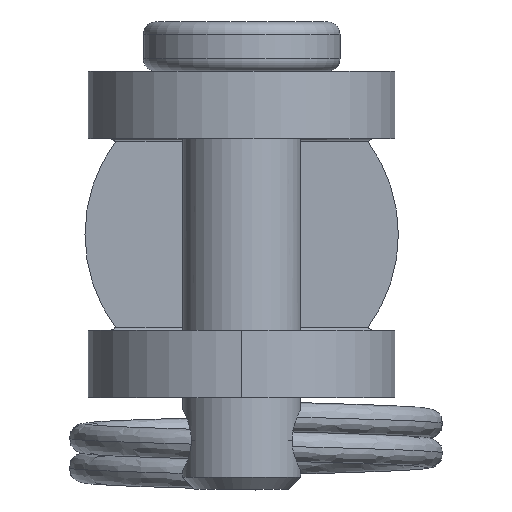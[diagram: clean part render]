
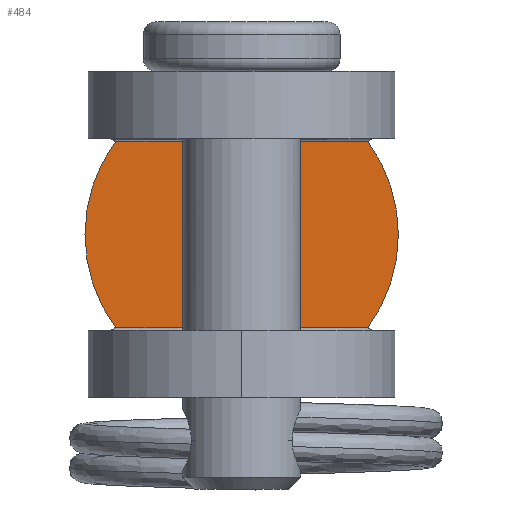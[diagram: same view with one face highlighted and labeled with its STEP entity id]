
A CAD part, left-side view. The second image highlights one B-rep face of the part: STEP entity #484.
In plain terms, the highlighted planar face has unit normal (-1, 0, 0).
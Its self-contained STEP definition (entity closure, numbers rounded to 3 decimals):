
#260 = CARTESIAN_POINT ( 'NONE',  ( -4.258, 5.15, 10.392 ) ) ;
#372 = ORIENTED_EDGE ( 'NONE', *, *, #1332, .T. ) ;
#383 = VECTOR ( 'NONE', #1971, 1000. ) ;
#420 = CARTESIAN_POINT ( 'NONE',  ( -4.258, 5.153, 2.85 ) ) ;
#484 = ADVANCED_FACE ( 'NONE', ( #3486 ), #7895, .T. ) ;
#860 = ORIENTED_EDGE ( 'NONE', *, *, #7454, .T. ) ;
#1135 = DIRECTION ( 'NONE',  ( 0., 1., 0. ) ) ;
#1294 = VERTEX_POINT ( 'NONE', #4466 ) ;
#1332 = EDGE_CURVE ( 'NONE', #2215, #2393, #2118, .T. ) ;
#1734 = DIRECTION ( 'NONE',  ( 0., 0.08, 0.997 ) ) ;
#1785 = CARTESIAN_POINT ( 'NONE',  ( -4.258, -5.15, 2.892 ) ) ;
#1872 = ORIENTED_EDGE ( 'NONE', *, *, #3366, .T. ) ;
#1962 = EDGE_CURVE ( 'NONE', #2393, #1294, #3407, .T. ) ;
#1971 = DIRECTION ( 'NONE',  ( 0., 1., 0. ) ) ;
#2118 = LINE ( 'NONE', #2811, #4674 ) ;
#2215 = VERTEX_POINT ( 'NONE', #7065 ) ;
#2289 = VECTOR ( 'NONE', #3048, 1000. ) ;
#2393 = VERTEX_POINT ( 'NONE', #260 ) ;
#2568 = DIRECTION ( 'NONE',  ( 0., 0., 1. ) ) ;
#2686 = EDGE_CURVE ( 'NONE', #8969, #7345, #6903, .T. ) ;
#2811 = CARTESIAN_POINT ( 'NONE',  ( -4.258, 5.15, 10.392 ) ) ;
#3048 = DIRECTION ( 'NONE',  ( 0., -0.08, 0.997 ) ) ;
#3335 = CARTESIAN_POINT ( 'NONE',  ( -4.258, 0., 6.642 ) ) ;
#3345 = DIRECTION ( 'NONE',  ( 0., 0.08, -0.997 ) ) ;
#3366 = EDGE_CURVE ( 'NONE', #1294, #9668, #8742, .T. ) ;
#3394 = CARTESIAN_POINT ( 'NONE',  ( -4.258, 0., 2.85 ) ) ;
#3407 = CIRCLE ( 'NONE', #5002, 6.371 ) ;
#3486 = FACE_OUTER_BOUND ( 'NONE', #7190, .T. ) ;
#3501 = CARTESIAN_POINT ( 'NONE',  ( -4.258, -5.15, 10.392 ) ) ;
#3662 = CIRCLE ( 'NONE', #4954, 6.371 ) ;
#3666 = CARTESIAN_POINT ( 'NONE',  ( -4.258, -5.153, 2.85 ) ) ;
#3837 = ORIENTED_EDGE ( 'NONE', *, *, #2686, .T. ) ;
#3961 = EDGE_CURVE ( 'NONE', #7345, #2215, #6577, .T. ) ;
#3983 = LINE ( 'NONE', #1785, #4235 ) ;
#4235 = VECTOR ( 'NONE', #1734, 1000. ) ;
#4466 = CARTESIAN_POINT ( 'NONE',  ( -4.258, 5.15, 2.892 ) ) ;
#4674 = VECTOR ( 'NONE', #6675, 1000. ) ;
#4954 = AXIS2_PLACEMENT_3D ( 'NONE', #9434, #6573, #2568 ) ;
#4994 = AXIS2_PLACEMENT_3D ( 'NONE', #5690, #6497, #8734 ) ;
#5002 = AXIS2_PLACEMENT_3D ( 'NONE', #3335, #8132, #7988 ) ;
#5028 = ORIENTED_EDGE ( 'NONE', *, *, #8182, .F. ) ;
#5112 = CARTESIAN_POINT ( 'NONE',  ( -4.258, 0., 10.433 ) ) ;
#5690 = CARTESIAN_POINT ( 'NONE',  ( -4.258, 0., 6.642 ) ) ;
#5847 = ORIENTED_EDGE ( 'NONE', *, *, #1962, .T. ) ;
#5859 = EDGE_CURVE ( 'NONE', #6786, #8133, #3983, .T. ) ;
#6355 = CARTESIAN_POINT ( 'NONE',  ( -4.258, 5.15, 2.892 ) ) ;
#6497 = DIRECTION ( 'NONE',  ( -1., 0., 0. ) ) ;
#6573 = DIRECTION ( 'NONE',  ( -1., 0., 0. ) ) ;
#6577 = LINE ( 'NONE', #5112, #383 ) ;
#6675 = DIRECTION ( 'NONE',  ( 0., -0.08, -0.997 ) ) ;
#6786 = VERTEX_POINT ( 'NONE', #3666 ) ;
#6903 = LINE ( 'NONE', #7499, #2289 ) ;
#7065 = CARTESIAN_POINT ( 'NONE',  ( -4.258, 5.153, 10.433 ) ) ;
#7190 = EDGE_LOOP ( 'NONE', ( #5028, #7559, #860, #3837, #7366, #372, #5847, #1872 ) ) ;
#7345 = VERTEX_POINT ( 'NONE', #8017 ) ;
#7366 = ORIENTED_EDGE ( 'NONE', *, *, #3961, .T. ) ;
#7454 = EDGE_CURVE ( 'NONE', #8133, #8969, #3662, .T. ) ;
#7499 = CARTESIAN_POINT ( 'NONE',  ( -4.258, -5.15, 10.392 ) ) ;
#7559 = ORIENTED_EDGE ( 'NONE', *, *, #5859, .T. ) ;
#7895 = PLANE ( 'NONE',  #4994 ) ;
#7988 = DIRECTION ( 'NONE',  ( 0., 0., 1. ) ) ;
#8017 = CARTESIAN_POINT ( 'NONE',  ( -4.258, -5.153, 10.433 ) ) ;
#8132 = DIRECTION ( 'NONE',  ( -1., 0., 0. ) ) ;
#8133 = VERTEX_POINT ( 'NONE', #9462 ) ;
#8182 = EDGE_CURVE ( 'NONE', #6786, #9668, #9513, .T. ) ;
#8202 = VECTOR ( 'NONE', #3345, 1000. ) ;
#8734 = DIRECTION ( 'NONE',  ( 0., 0., 1. ) ) ;
#8742 = LINE ( 'NONE', #6355, #8202 ) ;
#8969 = VERTEX_POINT ( 'NONE', #3501 ) ;
#9434 = CARTESIAN_POINT ( 'NONE',  ( -4.258, 0., 6.642 ) ) ;
#9462 = CARTESIAN_POINT ( 'NONE',  ( -4.258, -5.15, 2.892 ) ) ;
#9513 = LINE ( 'NONE', #3394, #9929 ) ;
#9668 = VERTEX_POINT ( 'NONE', #420 ) ;
#9929 = VECTOR ( 'NONE', #1135, 1000. ) ;
